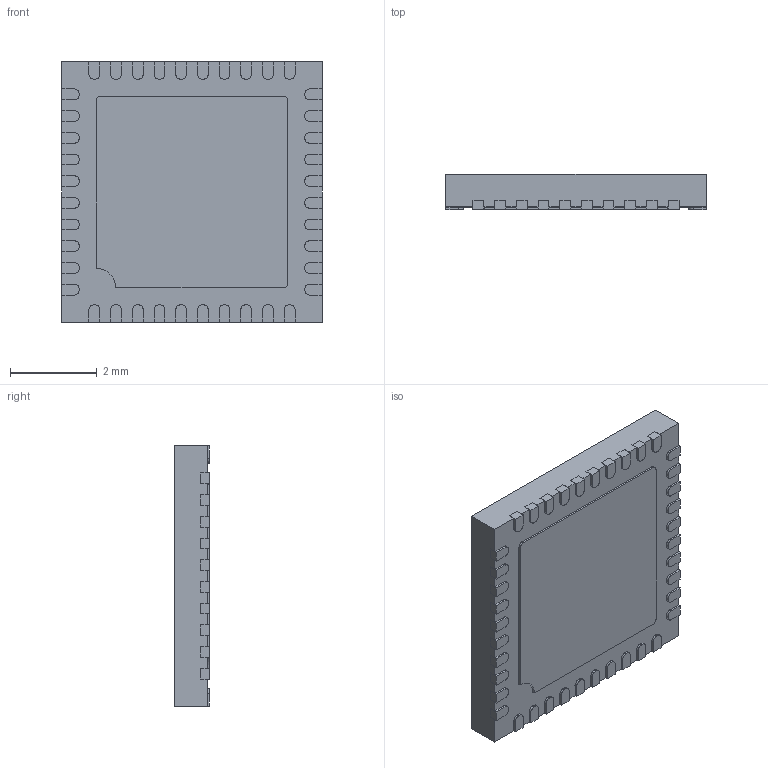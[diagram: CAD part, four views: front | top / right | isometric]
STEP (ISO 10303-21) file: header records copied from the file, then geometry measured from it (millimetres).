
FILE_DESCRIPTION (( 'STEP AP214' ), '1' );
FILE_NAME ('LT8210EUJ#TRPBF.STEP', '2020-05-05T21:51:16', ( '' ), ( '' ), 'SwSTEP 2.0', 'SolidWorks 2017', '' );
FILE_SCHEMA (( 'AUTOMOTIVE_DESIGN' ));
Length unit declared in the file: millimetre
Products named in the file (1): LT8210EUJ#TRPBF
Bounding box: 6 x 0.8 x 6 mm (x, y, z)
Volume: 28.2 mm3; surface area: 156.7 mm2
Topology: 43 solids, 43 shells, 592 faces, 1512 edges, 1008 vertices
Faces by surface type: plane 420, cylinder 172
Entity records: 18272 total; most frequent: CARTESIAN_POINT 3113, DIRECTION 3042, ORIENTED_EDGE 3024, EDGE_CURVE 1512, VECTOR 1168, LINE 1168, VERTEX_POINT 1008, AXIS2_PLACEMENT_3D 937
